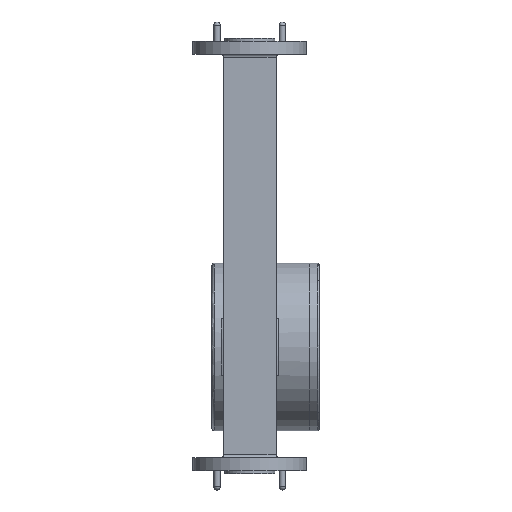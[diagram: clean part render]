
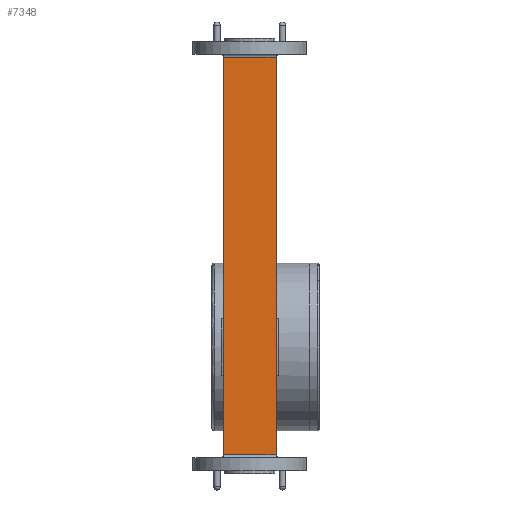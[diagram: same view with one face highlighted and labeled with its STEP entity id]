
A CAD part, front view. The second image highlights one B-rep face of the part: STEP entity #7348.
In plain terms, the highlighted planar face has unit normal (0, -1, 0).
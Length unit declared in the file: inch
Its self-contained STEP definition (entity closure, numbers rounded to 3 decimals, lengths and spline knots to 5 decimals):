
#1037 = DIRECTION ( 'NONE',  ( 0., 1., 0. ) ) ;
#2026 = FACE_OUTER_BOUND ( 'NONE', #14027, .T. ) ;
#2468 = CARTESIAN_POINT ( 'NONE',  ( -0.262, -0.206, -1.965 ) ) ;
#2545 = VECTOR ( 'NONE', #26244, 39.37008 ) ;
#2565 = LINE ( 'NONE', #23595, #19748 ) ;
#4147 = VERTEX_POINT ( 'NONE', #7814 ) ;
#4934 = CARTESIAN_POINT ( 'NONE',  ( 0.262, -0.206, 1.965 ) ) ;
#6243 = LINE ( 'NONE', #8675, #16919 ) ;
#7245 = PLANE ( 'NONE',  #13403 ) ;
#7348 = ADVANCED_FACE ( 'NONE', ( #2026 ), #7245, .F. ) ;
#7782 = CARTESIAN_POINT ( 'NONE',  ( 0.262, -0.206, 2.125 ) ) ;
#7814 = CARTESIAN_POINT ( 'NONE',  ( -0.262, -0.206, 1.965 ) ) ;
#7942 = EDGE_CURVE ( 'NONE', #4147, #25269, #6243, .T. ) ;
#7962 = DIRECTION ( 'NONE',  ( 1., 0., 0. ) ) ;
#8675 = CARTESIAN_POINT ( 'NONE',  ( -0.262, -0.206, 2.125 ) ) ;
#8964 = VERTEX_POINT ( 'NONE', #12591 ) ;
#9853 = VECTOR ( 'NONE', #7962, 39.37008 ) ;
#11687 = EDGE_CURVE ( 'NONE', #17529, #4147, #2565, .T. ) ;
#12591 = CARTESIAN_POINT ( 'NONE',  ( 0.262, -0.206, -1.965 ) ) ;
#13403 = AXIS2_PLACEMENT_3D ( 'NONE', #25985, #1037, #17926 ) ;
#14027 = EDGE_LOOP ( 'NONE', ( #14772, #16779, #17686, #22322 ) ) ;
#14772 = ORIENTED_EDGE ( 'NONE', *, *, #17036, .F. ) ;
#16779 = ORIENTED_EDGE ( 'NONE', *, *, #11687, .T. ) ;
#16919 = VECTOR ( 'NONE', #21728, 39.37008 ) ;
#17036 = EDGE_CURVE ( 'NONE', #17529, #8964, #20066, .T. ) ;
#17529 = VERTEX_POINT ( 'NONE', #4934 ) ;
#17573 = DIRECTION ( 'NONE',  ( -1., 0., 0. ) ) ;
#17686 = ORIENTED_EDGE ( 'NONE', *, *, #7942, .T. ) ;
#17926 = DIRECTION ( 'NONE',  ( 0., 0., 1. ) ) ;
#17943 = LINE ( 'NONE', #20366, #9853 ) ;
#19748 = VECTOR ( 'NONE', #17573, 39.37008 ) ;
#20066 = LINE ( 'NONE', #7782, #2545 ) ;
#20366 = CARTESIAN_POINT ( 'NONE',  ( 0.262, -0.206, -1.965 ) ) ;
#21728 = DIRECTION ( 'NONE',  ( 0., 0., -1. ) ) ;
#22322 = ORIENTED_EDGE ( 'NONE', *, *, #22984, .T. ) ;
#22984 = EDGE_CURVE ( 'NONE', #25269, #8964, #17943, .T. ) ;
#23595 = CARTESIAN_POINT ( 'NONE',  ( -0.262, -0.206, 1.965 ) ) ;
#25269 = VERTEX_POINT ( 'NONE', #2468 ) ;
#25985 = CARTESIAN_POINT ( 'NONE',  ( -0.262, -0.206, 2.125 ) ) ;
#26244 = DIRECTION ( 'NONE',  ( 0., 0., -1. ) ) ;
